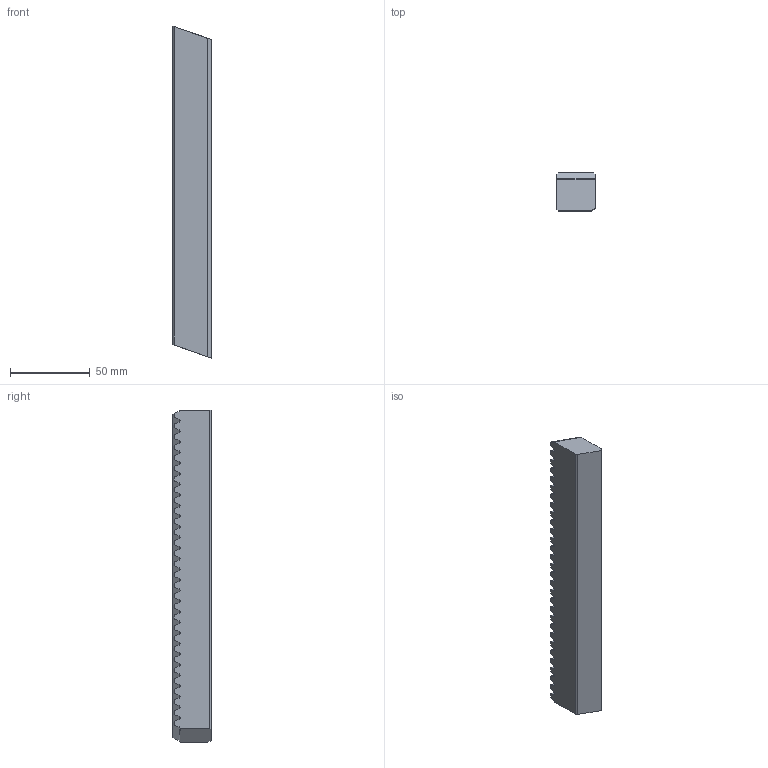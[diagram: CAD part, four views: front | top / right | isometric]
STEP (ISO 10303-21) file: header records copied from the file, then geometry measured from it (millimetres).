
FILE_DESCRIPTION (( 'STEP AP203' ), '1' );
FILE_NAME ('74030001.STEP', '2020-11-11T19:00:14', ( '' ), ( '' ), 'SwSTEP 2.0', 'SolidWorks 2019', '' );
FILE_SCHEMA (( 'CONFIG_CONTROL_DESIGN' ));
Length unit declared in the file: inch
Products named in the file (1): 74030001
Bounding box: 24 x 24 x 208.51 mm (x, y, z)
Volume: 104591.7 mm3; surface area: 23428.6 mm2
Topology: 1 solids, 1 shells, 188 faces, 558 edges, 372 vertices
Faces by surface type: plane 157, bspline 31
Entity records: 6334 total; most frequent: CARTESIAN_POINT 1522, ORIENTED_EDGE 1116, DIRECTION 812, EDGE_CURVE 558, VECTOR 496, LINE 496, VERTEX_POINT 372, FACE_OUTER_BOUND 188
